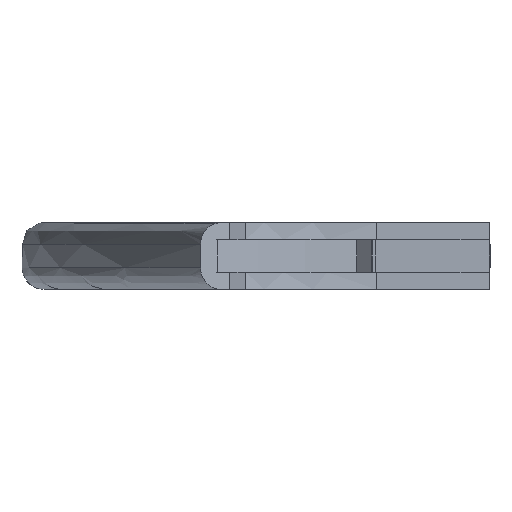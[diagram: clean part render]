
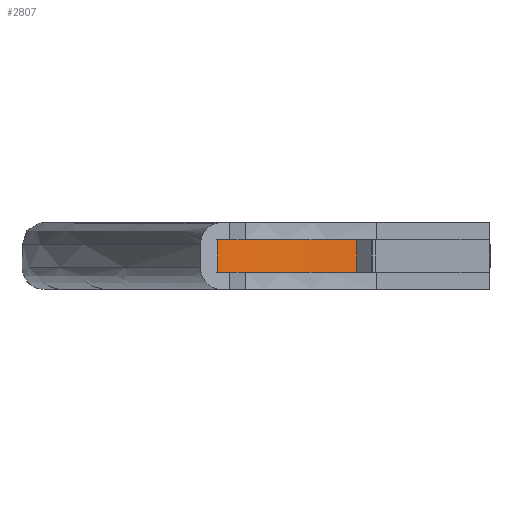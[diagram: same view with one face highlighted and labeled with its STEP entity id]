
A CAD part, front view. The second image highlights one B-rep face of the part: STEP entity #2807.
In plain terms, the highlighted free-form (B-spline) face has degree [3, 1] with [4, 2] control points.
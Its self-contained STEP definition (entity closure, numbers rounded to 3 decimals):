
#25 = CARTESIAN_POINT ( 'NONE',  ( -396.215, -63.577, -1.5 ) ) ;
#34 = B_SPLINE_CURVE_WITH_KNOTS ( 'NONE', 3,
 ( #940, #293, #1793, #233 ),
 .UNSPECIFIED., .F., .F.,
 ( 4, 4 ),
 ( 0.21, 0.958 ),
 .UNSPECIFIED. ) ;
#85 = VECTOR ( 'NONE', #2674, 1000. ) ;
#108 = CARTESIAN_POINT ( 'NONE',  ( -373.178, 28.771, 1.5 ) ) ;
#233 = CARTESIAN_POINT ( 'NONE',  ( -386.106, -102.451, -1.5 ) ) ;
#293 = CARTESIAN_POINT ( 'NONE',  ( -423.526, 23.003, -1.5 ) ) ;
#307 = ORIENTED_EDGE ( 'NONE', *, *, #2628, .T. ) ;
#366 = EDGE_LOOP ( 'NONE', ( #307, #1566, #1682, #1271 ) ) ;
#371 = VERTEX_POINT ( 'NONE', #1194 ) ;
#498 = VECTOR ( 'NONE', #2746, 1000. ) ;
#510 = VERTEX_POINT ( 'NONE', #108 ) ;
#518 = LINE ( 'NONE', #933, #85 ) ;
#801 = EDGE_CURVE ( 'NONE', #990, #510, #518, .T. ) ;
#917 = CARTESIAN_POINT ( 'NONE',  ( -423.526, 23.003, 1.5 ) ) ;
#933 = CARTESIAN_POINT ( 'NONE',  ( -373.178, 28.771, 0. ) ) ;
#940 = CARTESIAN_POINT ( 'NONE',  ( -373.178, 28.771, -1.5 ) ) ;
#990 = VERTEX_POINT ( 'NONE', #2000 ) ;
#1002 = B_SPLINE_CURVE_WITH_KNOTS ( 'NONE', 3,
 ( #1929, #1476, #2354, #2381 ),
 .UNSPECIFIED., .F., .F.,
 ( 4, 4 ),
 ( 0.21, 0.958 ),
 .UNSPECIFIED. ) ;
#1085 = CARTESIAN_POINT ( 'NONE',  ( -386.106, -102.451, -1.5 ) ) ;
#1194 = CARTESIAN_POINT ( 'NONE',  ( -386.106, -102.451, 1.5 ) ) ;
#1271 = ORIENTED_EDGE ( 'NONE', *, *, #801, .T. ) ;
#1354 = CARTESIAN_POINT ( 'NONE',  ( -423.526, 23.003, -1.5 ) ) ;
#1476 = CARTESIAN_POINT ( 'NONE',  ( -423.526, 23.003, 1.5 ) ) ;
#1560 = FACE_OUTER_BOUND ( 'NONE', #366, .T. ) ;
#1566 = ORIENTED_EDGE ( 'NONE', *, *, #1974, .F. ) ;
#1682 = ORIENTED_EDGE ( 'NONE', *, *, #2077, .F. ) ;
#1769 = CARTESIAN_POINT ( 'NONE',  ( -396.215, -63.577, 1.5 ) ) ;
#1793 = CARTESIAN_POINT ( 'NONE',  ( -396.215, -63.577, -1.5 ) ) ;
#1929 = CARTESIAN_POINT ( 'NONE',  ( -373.178, 28.771, 1.5 ) ) ;
#1974 = EDGE_CURVE ( 'NONE', #2396, #371, #2584, .T. ) ;
#2000 = CARTESIAN_POINT ( 'NONE',  ( -373.178, 28.771, -1.5 ) ) ;
#2077 = EDGE_CURVE ( 'NONE', #990, #2396, #34, .T. ) ;
#2191 = CARTESIAN_POINT ( 'NONE',  ( -386.106, -102.451, -1.5 ) ) ;
#2312 = B_SPLINE_SURFACE_WITH_KNOTS ( 'NONE', 3, 1, ( 
 ( #2616, #2448 ),
 ( #1354, #917 ),
 ( #25, #1769 ),
 ( #2191, #2392 ) ),
 .UNSPECIFIED., .F., .F., .F.,
 ( 4, 4 ),
 ( 2, 2 ),
 ( 0.21, 0.958 ),
 ( 0., 1. ),
 .UNSPECIFIED. ) ;
#2354 = CARTESIAN_POINT ( 'NONE',  ( -396.215, -63.577, 1.5 ) ) ;
#2381 = CARTESIAN_POINT ( 'NONE',  ( -386.106, -102.451, 1.5 ) ) ;
#2392 = CARTESIAN_POINT ( 'NONE',  ( -386.106, -102.451, 1.5 ) ) ;
#2396 = VERTEX_POINT ( 'NONE', #2663 ) ;
#2448 = CARTESIAN_POINT ( 'NONE',  ( -373.178, 28.771, 1.5 ) ) ;
#2584 = LINE ( 'NONE', #1085, #498 ) ;
#2616 = CARTESIAN_POINT ( 'NONE',  ( -373.178, 28.771, -1.5 ) ) ;
#2628 = EDGE_CURVE ( 'NONE', #510, #371, #1002, .T. ) ;
#2663 = CARTESIAN_POINT ( 'NONE',  ( -386.106, -102.451, -1.5 ) ) ;
#2674 = DIRECTION ( 'NONE',  ( 0., 0., 1. ) ) ;
#2746 = DIRECTION ( 'NONE',  ( 0., 0., 1. ) ) ;
#2807 = ADVANCED_FACE ( 'NONE', ( #1560 ), #2312, .F. ) ;
